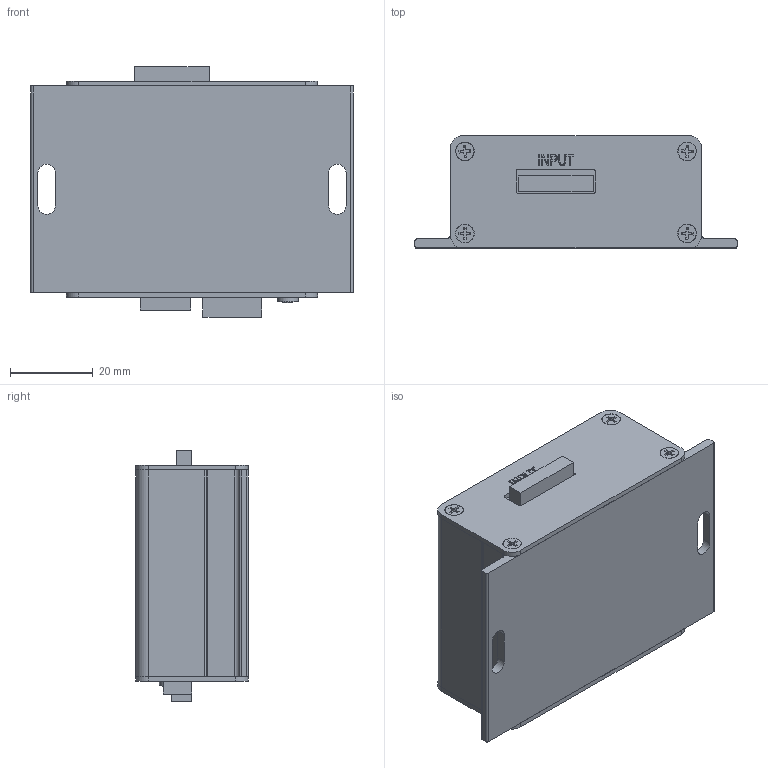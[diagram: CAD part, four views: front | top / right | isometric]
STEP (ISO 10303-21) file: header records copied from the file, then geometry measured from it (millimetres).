
FILE_DESCRIPTION (( 'STEP AP203' ), '1' );
FILE_NAME ('PGE諷秶碟.STEP', '2021-07-21T07:45:31', ( 'yons' ), ( '' ), 'SwSTEP 2.0', 'SolidWorks 2016', '' );
FILE_SCHEMA (( 'CONFIG_CONTROL_DESIGN' ));
Length unit declared in the file: millimetre
Products named in the file (2): PGE諷秶碟
Bounding box: 78 x 27.2 x 60.66 mm (x, y, z)
Volume: 88100.5 mm3; surface area: 21077 mm2
Topology: 3 solids, 3 shells, 887 faces, 2383 edges, 1586 vertices
Faces by surface type: plane 586, bspline 197, cylinder 87, cone 16, sphere 1
Full cylindrical faces by diameter (mm): 2.5 x4, 2.7 x4, 3.9 x1, 4 x1, 4.4 x8, 5 x1
Entity records: 32838 total; most frequent: CARTESIAN_POINT 11759, ORIENTED_EDGE 4674, DIRECTION 3517, EDGE_CURVE 2337, LINE 1753, VECTOR 1753, VERTEX_POINT 1576, EDGE_LOOP 1035
